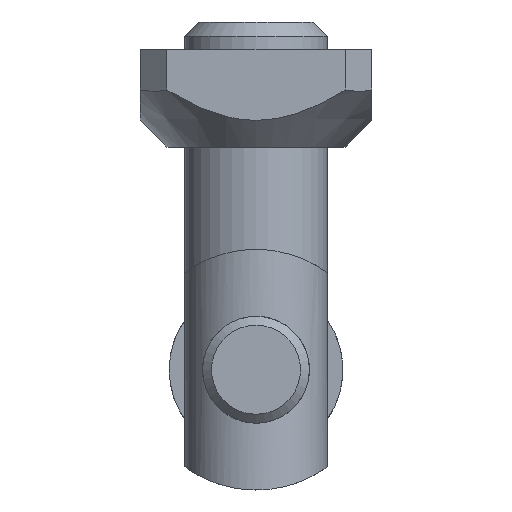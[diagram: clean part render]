
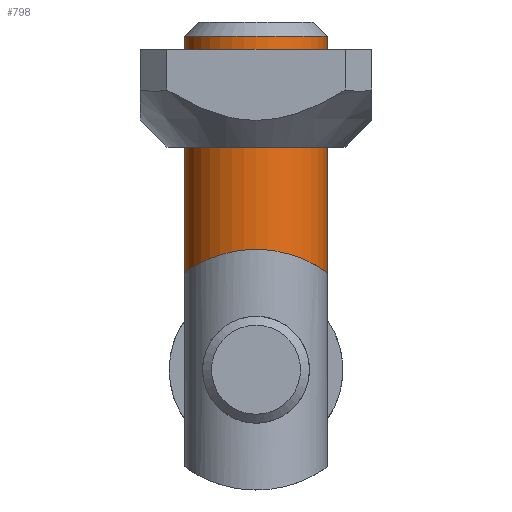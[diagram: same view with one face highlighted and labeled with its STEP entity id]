
A CAD part, left-side view. The second image highlights one B-rep face of the part: STEP entity #798.
In plain terms, the highlighted cylindrical face has radius 4 mm (diameter 8 mm), a full revolution.
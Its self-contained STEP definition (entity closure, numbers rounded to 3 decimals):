
#101=FACE_OUTER_BOUND('',#154,.T.);
#154=EDGE_LOOP('',(#552,#553,#554,#555,#556));
#213=LINE('',#1193,#269);
#269=VECTOR('',#954,4.);
#325=CIRCLE('',#857,4.);
#326=CIRCLE('',#858,4.);
#327=CIRCLE('',#859,4.);
#361=VERTEX_POINT('',#1189);
#362=VERTEX_POINT('',#1190);
#363=VERTEX_POINT('',#1192);
#434=EDGE_CURVE('',#361,#362,#325,.T.);
#435=EDGE_CURVE('',#361,#363,#213,.T.);
#436=EDGE_CURVE('',#363,#363,#326,.T.);
#437=EDGE_CURVE('',#362,#361,#327,.T.);
#552=ORIENTED_EDGE('',*,*,#434,.F.);
#553=ORIENTED_EDGE('',*,*,#435,.T.);
#554=ORIENTED_EDGE('',*,*,#436,.F.);
#555=ORIENTED_EDGE('',*,*,#435,.F.);
#556=ORIENTED_EDGE('',*,*,#437,.F.);
#788=CYLINDRICAL_SURFACE('',#856,4.);
#798=ADVANCED_FACE('',(#101),#788,.T.);
#856=AXIS2_PLACEMENT_3D('',#1188,#950,#951);
#857=AXIS2_PLACEMENT_3D('',#1191,#952,#953);
#858=AXIS2_PLACEMENT_3D('',#1194,#955,#956);
#859=AXIS2_PLACEMENT_3D('',#1195,#957,#958);
#950=DIRECTION('center_axis',(0.,0.,
-1.));
#951=DIRECTION('ref_axis',(0.,1.,0.));
#952=DIRECTION('center_axis',(0.,0.,
-1.));
#953=DIRECTION('ref_axis',(0.,1.,0.));
#954=DIRECTION('',(0.,0.,1.));
#955=DIRECTION('center_axis',(0.,0.,
1.));
#956=DIRECTION('ref_axis',(0.,1.,0.));
#957=DIRECTION('center_axis',(0.,0.,
-1.));
#958=DIRECTION('ref_axis',(0.,1.,0.));
#1188=CARTESIAN_POINT('Origin',(0.,0.,
-10.));
#1189=CARTESIAN_POINT('',(0.,-4.,-6.5));
#1190=CARTESIAN_POINT('',(0.,4.,-6.5));
#1191=CARTESIAN_POINT('Origin',(0.,0.,
-6.5));
#1192=CARTESIAN_POINT('',(0.,-4.,9.2));
#1193=CARTESIAN_POINT('',(0.,-4.,-10.));
#1194=CARTESIAN_POINT('Origin',(0.,0.,
9.2));
#1195=CARTESIAN_POINT('Origin',(0.,0.,
-6.5));
